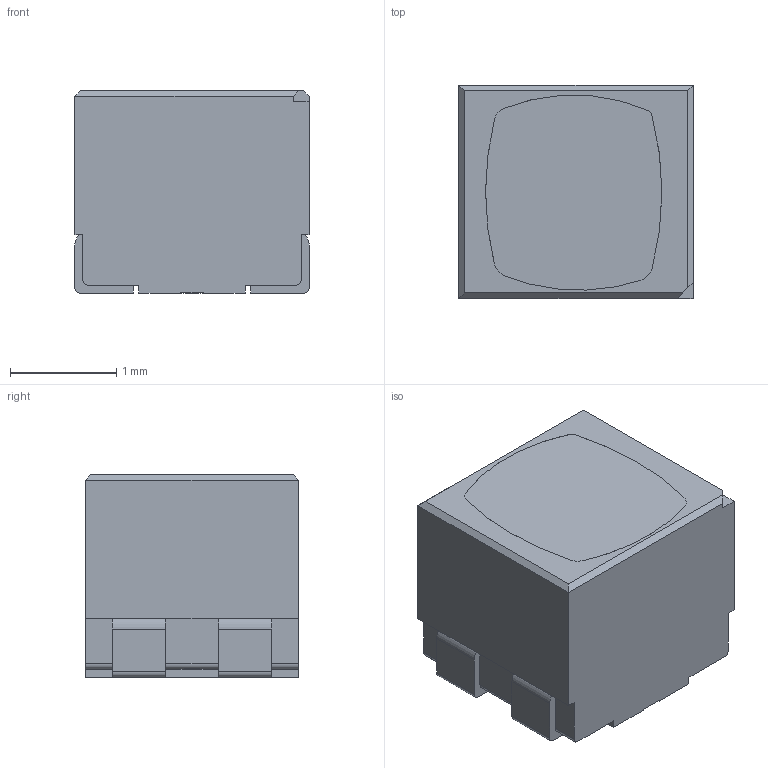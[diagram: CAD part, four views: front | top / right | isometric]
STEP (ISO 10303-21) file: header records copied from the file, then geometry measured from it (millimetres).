
FILE_DESCRIPTION(/* description */ ('Unknown'),/* implementation_level */ '2;1');
FILE_NAME(/* name */ '150202M153100',/* time_stamp */ '2018-05-18T11:01:24+02:00',/* author */ ('Unknown'),/* organization */ ('Unknown'),/* preprocessor_version */ 'ST-DEVELOPER v16.7',/* originating_system */ 'DEX',/* authorisation */ $);
FILE_SCHEMA (('AUTOMOTIVE_DESIGN {1 0 10303 214 3 1 1}'));
Length unit declared in the file: millimetre
Products named in the file (4): 150202M153100; Body; LED; Pins
Assembly tree (3 placements, depth 2):
  150202M153100
    Body
    LED
    Pins
Bounding box: 2.2 x 2 x 1.9 mm (x, y, z)
Volume: 8.3 mm3; surface area: 45.3 mm2
Topology: 4 solids, 4 shells, 108 faces, 287 edges, 189 vertices
Faces by surface type: plane 70, cylinder 38
Full cylindrical faces by diameter (mm): 0.25 x1, 0.45 x1
Entity records: 3449 total; most frequent: DIRECTION 591, CARTESIAN_POINT 584, ORIENTED_EDGE 568, EDGE_CURVE 284, LINE 201, VECTOR 201, AXIS2_PLACEMENT_3D 195, VERTEX_POINT 188
